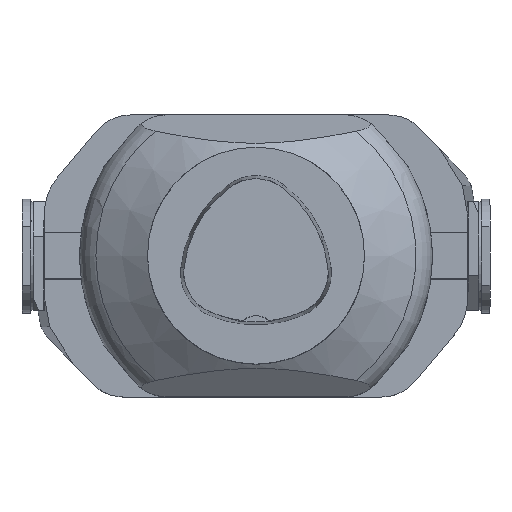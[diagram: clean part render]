
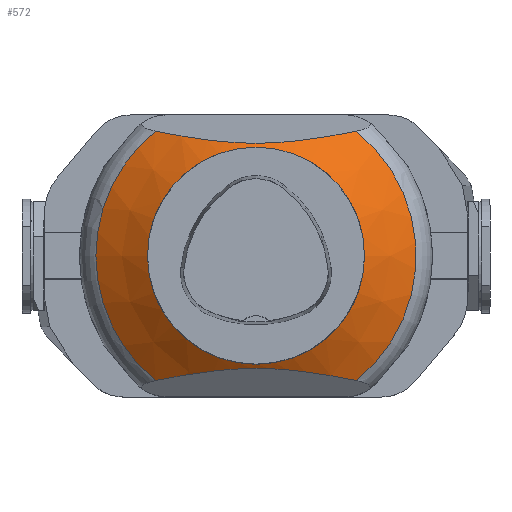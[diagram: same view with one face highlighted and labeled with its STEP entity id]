
A CAD part, top view. The second image highlights one B-rep face of the part: STEP entity #572.
In plain terms, the highlighted conical face has half-angle 55 degrees and reference radius 39.992 mm.
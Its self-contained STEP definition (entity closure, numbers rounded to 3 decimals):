
#400=CONICAL_SURFACE('',#2739,39.993,55.);
#407=FACE_BOUND('',#896,.T.);
#408=FACE_BOUND('',#897,.T.);
#479=CIRCLE('',#2736,40.);
#480=CIRCLE('',#2737,59.03);
#481=CIRCLE('',#2738,59.03);
#541=B_SPLINE_CURVE_WITH_KNOTS('',3,(#3778,#3779,#3780,#3781,#3782,#3783,
#3784,#3785,#3786,#3787),.UNSPECIFIED.,.F.,.F.,(4,2,2,2,4),(0.,0.25,0.5,
0.75,1.),.UNSPECIFIED.);
#545=B_SPLINE_CURVE_WITH_KNOTS('',3,(#3810,#3811,#3812,#3813,#3814,#3815,
#3816,#3817,#3818,#3819),.UNSPECIFIED.,.F.,.F.,(4,2,2,2,4),(0.,0.25,0.5,
0.75,1.),.UNSPECIFIED.);
#572=ADVANCED_FACE('',(#407,#408),#400,.T.);
#896=EDGE_LOOP('',(#1121));
#897=EDGE_LOOP('',(#1122,#1123,#1124,#1125));
#1121=ORIENTED_EDGE('',*,*,#1886,.T.);
#1122=ORIENTED_EDGE('',*,*,#1881,.F.);
#1123=ORIENTED_EDGE('',*,*,#1887,.T.);
#1124=ORIENTED_EDGE('',*,*,#1885,.F.);
#1125=ORIENTED_EDGE('',*,*,#1888,.T.);
#1659=VERTEX_POINT('',#3777);
#1660=VERTEX_POINT('',#3788);
#1661=VERTEX_POINT('',#3802);
#1662=VERTEX_POINT('',#3809);
#1663=VERTEX_POINT('',#3822);
#1881=EDGE_CURVE('',#1659,#1660,#541,.T.);
#1885=EDGE_CURVE('',#1662,#1661,#545,.T.);
#1886=EDGE_CURVE('',#1663,#1663,#479,.T.);
#1887=EDGE_CURVE('',#1659,#1661,#480,.T.);
#1888=EDGE_CURVE('',#1662,#1660,#481,.T.);
#2736=AXIS2_PLACEMENT_3D('',#3821,#3044,#3045);
#2737=AXIS2_PLACEMENT_3D('',#3823,#3046,#3047);
#2738=AXIS2_PLACEMENT_3D('',#3824,#3048,#3049);
#2739=AXIS2_PLACEMENT_3D('',#3825,#3050,#3051);
#3044=DIRECTION('',(0.,0.,-1.));
#3045=DIRECTION('',(-1.,0.,0.));
#3046=DIRECTION('',(0.,0.,1.));
#3047=DIRECTION('',(-1.,0.,0.));
#3048=DIRECTION('',(0.,0.,1.));
#3049=DIRECTION('',(-1.,0.,0.));
#3050=DIRECTION('',(0.,0.,-1.));
#3051=DIRECTION('',(-1.,0.,0.));
#3777=CARTESIAN_POINT('',(37.032,-45.969,-43.43));
#3778=CARTESIAN_POINT('',(37.032,-45.969,-43.43));
#3779=CARTESIAN_POINT('',(31.325,-44.831,-40.302));
#3780=CARTESIAN_POINT('',(25.507,-43.765,-37.373));
#3781=CARTESIAN_POINT('',(13.182,-42.083,-32.754));
#3782=CARTESIAN_POINT('',(6.719,-41.504,-31.163));
#3783=CARTESIAN_POINT('',(-6.642,-41.5,-31.151));
#3784=CARTESIAN_POINT('',(-13.117,-42.076,-32.734));
#3785=CARTESIAN_POINT('',(-25.483,-43.76,-37.361));
#3786=CARTESIAN_POINT('',(-31.314,-44.828,-40.296));
#3787=CARTESIAN_POINT('',(-37.032,-45.969,-43.43));
#3788=CARTESIAN_POINT('',(-37.032,-45.969,-43.43));
#3802=CARTESIAN_POINT('',(37.032,45.969,-43.43));
#3809=CARTESIAN_POINT('',(-37.032,45.969,-43.43));
#3810=CARTESIAN_POINT('',(-37.032,45.969,-43.43));
#3811=CARTESIAN_POINT('',(-31.325,44.831,-40.302));
#3812=CARTESIAN_POINT('',(-25.507,43.765,-37.373));
#3813=CARTESIAN_POINT('',(-13.182,42.083,-32.754));
#3814=CARTESIAN_POINT('',(-6.719,41.504,-31.163));
#3815=CARTESIAN_POINT('',(6.642,41.5,-31.151));
#3816=CARTESIAN_POINT('',(13.117,42.076,-32.734));
#3817=CARTESIAN_POINT('',(25.483,43.76,-37.361));
#3818=CARTESIAN_POINT('',(31.314,44.828,-40.296));
#3819=CARTESIAN_POINT('',(37.032,45.969,-43.43));
#3821=CARTESIAN_POINT('',(0.,0.,-30.105));
#3822=CARTESIAN_POINT('',(-40.,0.,-30.105));
#3823=CARTESIAN_POINT('',(0.,0.,-43.43));
#3824=CARTESIAN_POINT('',(0.,0.,-43.43));
#3825=CARTESIAN_POINT('',(0.,0.,-30.1));
